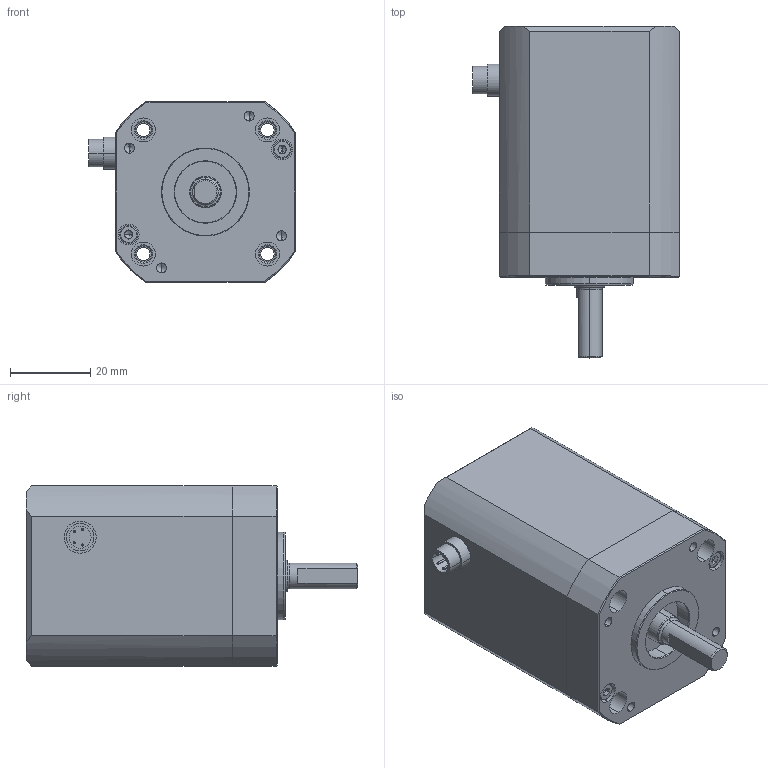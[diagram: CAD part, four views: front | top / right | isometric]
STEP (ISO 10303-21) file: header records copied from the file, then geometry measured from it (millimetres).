
FILE_DESCRIPTION (( 'STEP AP214' ), '1' );
FILE_NAME ('MAB17M-.50N01F01_1.STEP', '2021-10-26T13:02:32', ( '' ), ( '' ), 'SwSTEP 2.0', 'SolidWorks 2020', '' );
FILE_SCHEMA (( 'AUTOMOTIVE_DESIGN' ));
Length unit declared in the file: millimetre
Products named in the file (10): MM3670 R4 Housing for brake MIS17x_SOLID; MAB17M-.50N01F01_1; socket set screw flat point_din_DIN 913 - M8 x 8-N; _klr_geschl_62310800; HCTB42M-.50V01NAA 12_No  cable; M8 connector; Ø6_35 D cut Shaft Ø635 input for brake MIS17x; MM3671 R4 Flange for brake MIS17x_Solid; socket head cap screw 4762_din_EN ISO 4762 M2.5 x 16 - 16N; socket head cap screw 4762_din_EN ISO 4762 M2.5 x 4 - 4N
Assembly tree (9 placements, depth 2):
  MAB17M-.50N01F01_1
    HCTB42M-.50V01NAA 12_No  cable
    MM3670 R4 Housing for brake MIS17x_SOLID
    MM3671 R4 Flange for brake MIS17x_Solid
    socket set screw flat point_din_DIN 913 - M8 x 8-N
    M8 connector
    socket head cap screw 4762_din_EN ISO 4762 M2.5 x 4 - 4N
    socket head cap screw 4762_din_EN ISO 4762 M2.5 x 16 - 16N
    _klr_geschl_62310800
    Ø6_35 D cut Shaft Ø635 input for brake MIS17x
Bounding box: 51.7 x 82.9 x 45 mm (x, y, z)
Volume: 102281.6 mm3; surface area: 46092.1 mm2
Topology: 16 solids, 16 shells, 474 faces, 1128 edges, 709 vertices
Faces by surface type: cylinder 223, plane 160, cone 63, torus 24, bspline 4
Entity records: 15005 total; most frequent: CARTESIAN_POINT 2873, DIRECTION 2568, ORIENTED_EDGE 2216, EDGE_CURVE 1108, AXIS2_PLACEMENT_3D 1032, VERTEX_POINT 709, EDGE_LOOP 573, CIRCLE 550
